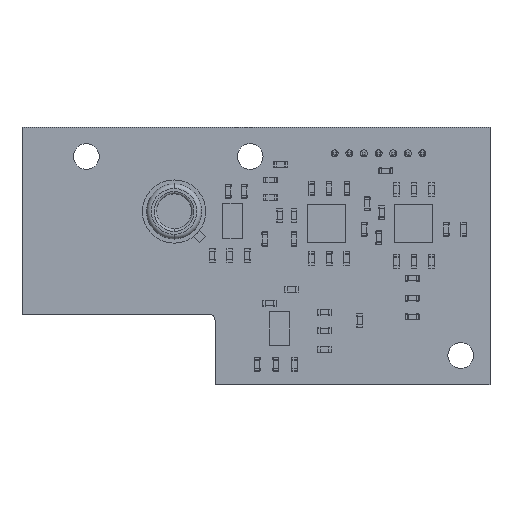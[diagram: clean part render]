
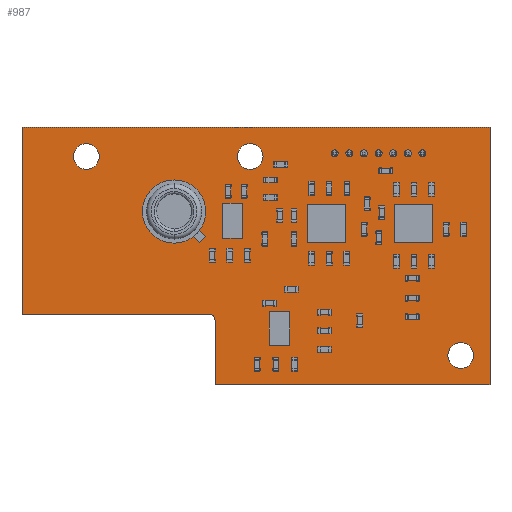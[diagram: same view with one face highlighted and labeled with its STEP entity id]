
A CAD part, top view. The second image highlights one B-rep face of the part: STEP entity #987.
In plain terms, the highlighted planar face has unit normal (0, 0, 1).
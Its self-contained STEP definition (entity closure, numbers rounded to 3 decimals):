
#292 = VERTEX_POINT('',#293);
#293 = CARTESIAN_POINT('',(0.,0.,1.52));
#299 = EDGE_CURVE('',#292,#300,#302,.T.);
#300 = VERTEX_POINT('',#301);
#301 = CARTESIAN_POINT('',(16.1,0.,1.52));
#302 = LINE('',#303,#304);
#303 = CARTESIAN_POINT('',(0.,0.,1.52));
#304 = VECTOR('',#305,1.);
#305 = DIRECTION('',(1.,0.,0.));
#330 = EDGE_CURVE('',#300,#331,#333,.T.);
#331 = VERTEX_POINT('',#332);
#332 = CARTESIAN_POINT('',(16.5,-0.5,1.52));
#333 = CIRCLE('',#334,0.512);
#334 = AXIS2_PLACEMENT_3D('',#335,#336,#337);
#335 = CARTESIAN_POINT('',(15.988,-0.5,1.52));
#336 = DIRECTION('',(0.,0.,-1.));
#337 = DIRECTION('',(0.219,0.976,0.));
#363 = EDGE_CURVE('',#331,#364,#366,.T.);
#364 = VERTEX_POINT('',#365);
#365 = CARTESIAN_POINT('',(16.5,-6.,1.52));
#366 = LINE('',#367,#368);
#367 = CARTESIAN_POINT('',(16.5,-0.5,1.52));
#368 = VECTOR('',#369,1.);
#369 = DIRECTION('',(0.,-1.,0.));
#394 = EDGE_CURVE('',#364,#395,#397,.T.);
#395 = VERTEX_POINT('',#396);
#396 = CARTESIAN_POINT('',(40.,-6.,1.52));
#397 = LINE('',#398,#399);
#398 = CARTESIAN_POINT('',(16.5,-6.,1.52));
#399 = VECTOR('',#400,1.);
#400 = DIRECTION('',(1.,0.,0.));
#425 = EDGE_CURVE('',#395,#426,#428,.T.);
#426 = VERTEX_POINT('',#427);
#427 = CARTESIAN_POINT('',(40.,16.,1.52));
#428 = LINE('',#429,#430);
#429 = CARTESIAN_POINT('',(40.,-6.,1.52));
#430 = VECTOR('',#431,1.);
#431 = DIRECTION('',(0.,1.,0.));
#456 = EDGE_CURVE('',#426,#457,#459,.T.);
#457 = VERTEX_POINT('',#458);
#458 = CARTESIAN_POINT('',(0.,16.,1.52));
#459 = LINE('',#460,#461);
#460 = CARTESIAN_POINT('',(40.,16.,1.52));
#461 = VECTOR('',#462,1.);
#462 = DIRECTION('',(-1.,0.,0.));
#487 = EDGE_CURVE('',#457,#292,#488,.T.);
#488 = LINE('',#489,#490);
#489 = CARTESIAN_POINT('',(0.,16.,1.52));
#490 = VECTOR('',#491,1.);
#491 = DIRECTION('',(0.,-1.,0.));
#511 = VERTEX_POINT('',#512);
#512 = CARTESIAN_POINT('',(12.13,8.8,1.52));
#518 = EDGE_CURVE('',#511,#511,#519,.T.);
#519 = CIRCLE('',#520,0.4);
#520 = AXIS2_PLACEMENT_3D('',#521,#522,#523);
#521 = CARTESIAN_POINT('',(11.73,8.8,1.52));
#522 = DIRECTION('',(0.,0.,1.));
#523 = DIRECTION('',(1.,0.,-0.));
#544 = VERTEX_POINT('',#545);
#545 = CARTESIAN_POINT('',(14.67,8.8,1.52));
#551 = EDGE_CURVE('',#544,#544,#552,.T.);
#552 = CIRCLE('',#553,0.4);
#553 = AXIS2_PLACEMENT_3D('',#554,#555,#556);
#554 = CARTESIAN_POINT('',(14.27,8.8,1.52));
#555 = DIRECTION('',(0.,0.,1.));
#556 = DIRECTION('',(1.,0.,-0.));
#577 = VERTEX_POINT('',#578);
#578 = CARTESIAN_POINT('',(13.4,10.07,1.52));
#584 = EDGE_CURVE('',#577,#577,#585,.T.);
#585 = CIRCLE('',#586,0.4);
#586 = AXIS2_PLACEMENT_3D('',#587,#588,#589);
#587 = CARTESIAN_POINT('',(13.,10.07,1.52));
#588 = DIRECTION('',(0.,0.,1.));
#589 = DIRECTION('',(1.,0.,-0.));
#610 = VERTEX_POINT('',#611);
#611 = CARTESIAN_POINT('',(6.6,13.5,1.52));
#617 = EDGE_CURVE('',#610,#610,#618,.T.);
#618 = CIRCLE('',#619,1.1);
#619 = AXIS2_PLACEMENT_3D('',#620,#621,#622);
#620 = CARTESIAN_POINT('',(5.5,13.5,1.52));
#621 = DIRECTION('',(0.,0.,1.));
#622 = DIRECTION('',(1.,0.,-0.));
#643 = VERTEX_POINT('',#644);
#644 = CARTESIAN_POINT('',(27.025,13.775,1.52));
#650 = EDGE_CURVE('',#643,#643,#651,.T.);
#651 = CIRCLE('',#652,0.3);
#652 = AXIS2_PLACEMENT_3D('',#653,#654,#655);
#653 = CARTESIAN_POINT('',(26.725,13.775,1.52));
#654 = DIRECTION('',(0.,0.,1.));
#655 = DIRECTION('',(1.,0.,-0.));
#676 = VERTEX_POINT('',#677);
#677 = CARTESIAN_POINT('',(20.6,13.5,1.52));
#683 = EDGE_CURVE('',#676,#676,#684,.T.);
#684 = CIRCLE('',#685,1.1);
#685 = AXIS2_PLACEMENT_3D('',#686,#687,#688);
#686 = CARTESIAN_POINT('',(19.5,13.5,1.52));
#687 = DIRECTION('',(0.,0.,1.));
#688 = DIRECTION('',(1.,0.,-0.));
#709 = VERTEX_POINT('',#710);
#710 = CARTESIAN_POINT('',(33.275,13.775,1.52));
#716 = EDGE_CURVE('',#709,#709,#717,.T.);
#717 = CIRCLE('',#718,0.3);
#718 = AXIS2_PLACEMENT_3D('',#719,#720,#721);
#719 = CARTESIAN_POINT('',(32.975,13.775,1.52));
#720 = DIRECTION('',(0.,0.,1.));
#721 = DIRECTION('',(1.,0.,-0.));
#742 = VERTEX_POINT('',#743);
#743 = CARTESIAN_POINT('',(38.6,-3.5,1.52));
#749 = EDGE_CURVE('',#742,#742,#750,.T.);
#750 = CIRCLE('',#751,1.1);
#751 = AXIS2_PLACEMENT_3D('',#752,#753,#754);
#752 = CARTESIAN_POINT('',(37.5,-3.5,1.52));
#753 = DIRECTION('',(0.,0.,1.));
#754 = DIRECTION('',(1.,0.,-0.));
#775 = VERTEX_POINT('',#776);
#776 = CARTESIAN_POINT('',(34.525,13.775,1.52));
#782 = EDGE_CURVE('',#775,#775,#783,.T.);
#783 = CIRCLE('',#784,0.3);
#784 = AXIS2_PLACEMENT_3D('',#785,#786,#787);
#785 = CARTESIAN_POINT('',(34.225,13.775,1.52));
#786 = DIRECTION('',(0.,0.,1.));
#787 = DIRECTION('',(1.,0.,-0.));
#808 = VERTEX_POINT('',#809);
#809 = CARTESIAN_POINT('',(29.525,13.775,1.52));
#815 = EDGE_CURVE('',#808,#808,#816,.T.);
#816 = CIRCLE('',#817,0.3);
#817 = AXIS2_PLACEMENT_3D('',#818,#819,#820);
#818 = CARTESIAN_POINT('',(29.225,13.775,1.52));
#819 = DIRECTION('',(0.,0.,1.));
#820 = DIRECTION('',(1.,0.,-0.));
#841 = VERTEX_POINT('',#842);
#842 = CARTESIAN_POINT('',(28.275,13.775,1.52));
#848 = EDGE_CURVE('',#841,#841,#849,.T.);
#849 = CIRCLE('',#850,0.3);
#850 = AXIS2_PLACEMENT_3D('',#851,#852,#853);
#851 = CARTESIAN_POINT('',(27.975,13.775,1.52));
#852 = DIRECTION('',(0.,0.,1.));
#853 = DIRECTION('',(1.,0.,-0.));
#874 = VERTEX_POINT('',#875);
#875 = CARTESIAN_POINT('',(32.025,13.775,1.52));
#881 = EDGE_CURVE('',#874,#874,#882,.T.);
#882 = CIRCLE('',#883,0.3);
#883 = AXIS2_PLACEMENT_3D('',#884,#885,#886);
#884 = CARTESIAN_POINT('',(31.725,13.775,1.52));
#885 = DIRECTION('',(0.,0.,1.));
#886 = DIRECTION('',(1.,0.,-0.));
#907 = VERTEX_POINT('',#908);
#908 = CARTESIAN_POINT('',(30.775,13.775,1.52));
#914 = EDGE_CURVE('',#907,#907,#915,.T.);
#915 = CIRCLE('',#916,0.3);
#916 = AXIS2_PLACEMENT_3D('',#917,#918,#919);
#917 = CARTESIAN_POINT('',(30.475,13.775,1.52));
#918 = DIRECTION('',(0.,0.,1.));
#919 = DIRECTION('',(1.,0.,-0.));
#987 = ADVANCED_FACE('',(#988,#997,#1000,#1003,#1006,#1009,#1012,#1015,
    #1018,#1021,#1024,#1027,#1030,#1033),#1036,.T.);
#988 = FACE_BOUND('',#989,.T.);
#989 = EDGE_LOOP('',(#990,#991,#992,#993,#994,#995,#996));
#990 = ORIENTED_EDGE('',*,*,#299,.T.);
#991 = ORIENTED_EDGE('',*,*,#330,.T.);
#992 = ORIENTED_EDGE('',*,*,#363,.T.);
#993 = ORIENTED_EDGE('',*,*,#394,.T.);
#994 = ORIENTED_EDGE('',*,*,#425,.T.);
#995 = ORIENTED_EDGE('',*,*,#456,.T.);
#996 = ORIENTED_EDGE('',*,*,#487,.T.);
#997 = FACE_BOUND('',#998,.T.);
#998 = EDGE_LOOP('',(#999));
#999 = ORIENTED_EDGE('',*,*,#518,.F.);
#1000 = FACE_BOUND('',#1001,.T.);
#1001 = EDGE_LOOP('',(#1002));
#1002 = ORIENTED_EDGE('',*,*,#551,.F.);
#1003 = FACE_BOUND('',#1004,.T.);
#1004 = EDGE_LOOP('',(#1005));
#1005 = ORIENTED_EDGE('',*,*,#584,.F.);
#1006 = FACE_BOUND('',#1007,.T.);
#1007 = EDGE_LOOP('',(#1008));
#1008 = ORIENTED_EDGE('',*,*,#617,.F.);
#1009 = FACE_BOUND('',#1010,.T.);
#1010 = EDGE_LOOP('',(#1011));
#1011 = ORIENTED_EDGE('',*,*,#650,.F.);
#1012 = FACE_BOUND('',#1013,.T.);
#1013 = EDGE_LOOP('',(#1014));
#1014 = ORIENTED_EDGE('',*,*,#683,.F.);
#1015 = FACE_BOUND('',#1016,.T.);
#1016 = EDGE_LOOP('',(#1017));
#1017 = ORIENTED_EDGE('',*,*,#716,.F.);
#1018 = FACE_BOUND('',#1019,.T.);
#1019 = EDGE_LOOP('',(#1020));
#1020 = ORIENTED_EDGE('',*,*,#749,.F.);
#1021 = FACE_BOUND('',#1022,.T.);
#1022 = EDGE_LOOP('',(#1023));
#1023 = ORIENTED_EDGE('',*,*,#782,.F.);
#1024 = FACE_BOUND('',#1025,.T.);
#1025 = EDGE_LOOP('',(#1026));
#1026 = ORIENTED_EDGE('',*,*,#815,.F.);
#1027 = FACE_BOUND('',#1028,.T.);
#1028 = EDGE_LOOP('',(#1029));
#1029 = ORIENTED_EDGE('',*,*,#848,.F.);
#1030 = FACE_BOUND('',#1031,.T.);
#1031 = EDGE_LOOP('',(#1032));
#1032 = ORIENTED_EDGE('',*,*,#881,.F.);
#1033 = FACE_BOUND('',#1034,.T.);
#1034 = EDGE_LOOP('',(#1035));
#1035 = ORIENTED_EDGE('',*,*,#914,.F.);
#1036 = PLANE('',#1037);
#1037 = AXIS2_PLACEMENT_3D('',#1038,#1039,#1040);
#1038 = CARTESIAN_POINT('',(20.806,5.808,1.52));
#1039 = DIRECTION('',(0.,0.,1.));
#1040 = DIRECTION('',(1.,0.,-0.));
